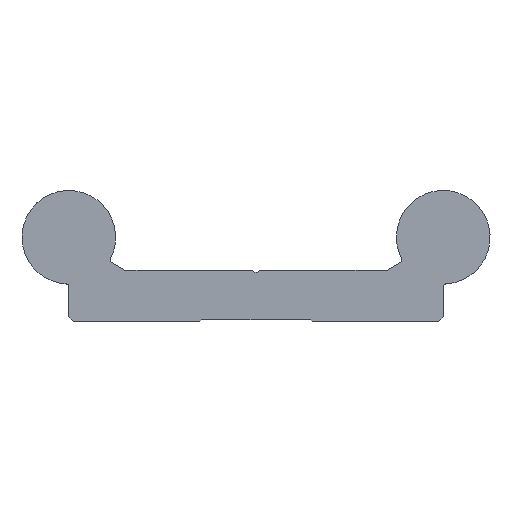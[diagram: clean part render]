
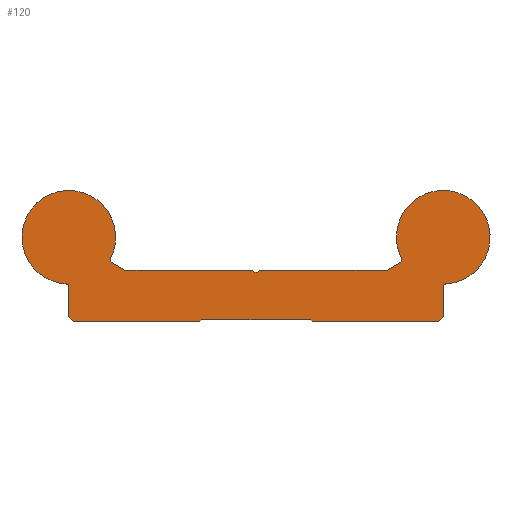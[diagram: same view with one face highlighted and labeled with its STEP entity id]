
A CAD part, front view. The second image highlights one B-rep face of the part: STEP entity #120.
In plain terms, the highlighted planar face has unit normal (0, -1, 0).
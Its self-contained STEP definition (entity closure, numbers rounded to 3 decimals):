
#120=ADVANCED_FACE('',(#237),#238,.T.);
#237=FACE_OUTER_BOUND('',#346,.T.);
#238=PLANE('',#347);
#346=EDGE_LOOP('',(#630,#631,#632,#633,#634,#635,#636,#637,#638,#639,#640,#641,#642,#643,#644,#645,#646,#647,#648,#649,#650,#651,#652));
#347=AXIS2_PLACEMENT_3D('',#653,#654,#655);
#630=ORIENTED_EDGE('',*,*,#747,.F.);
#631=ORIENTED_EDGE('',*,*,#752,.F.);
#632=ORIENTED_EDGE('',*,*,#756,.F.);
#633=ORIENTED_EDGE('',*,*,#760,.F.);
#634=ORIENTED_EDGE('',*,*,#764,.F.);
#635=ORIENTED_EDGE('',*,*,#768,.F.);
#636=ORIENTED_EDGE('',*,*,#770,.T.);
#637=ORIENTED_EDGE('',*,*,#693,.T.);
#638=ORIENTED_EDGE('',*,*,#775,.F.);
#639=ORIENTED_EDGE('',*,*,#778,.F.);
#640=ORIENTED_EDGE('',*,*,#720,.F.);
#641=ORIENTED_EDGE('',*,*,#781,.F.);
#642=ORIENTED_EDGE('',*,*,#783,.F.);
#643=ORIENTED_EDGE('',*,*,#737,.F.);
#644=ORIENTED_EDGE('',*,*,#787,.F.);
#645=ORIENTED_EDGE('',*,*,#791,.F.);
#646=ORIENTED_EDGE('',*,*,#793,.T.);
#647=ORIENTED_EDGE('',*,*,#688,.T.);
#648=ORIENTED_EDGE('',*,*,#798,.F.);
#649=ORIENTED_EDGE('',*,*,#802,.F.);
#650=ORIENTED_EDGE('',*,*,#806,.F.);
#651=ORIENTED_EDGE('',*,*,#810,.F.);
#652=ORIENTED_EDGE('',*,*,#813,.F.);
#653=CARTESIAN_POINT('',(0.,0.0,5.219));
#654=DIRECTION('',(0.0,-1.0,0.0));
#655=DIRECTION('',(1.0,0.0,0.0));
#688=EDGE_CURVE('',#819,#823,#825,.T.);
#693=EDGE_CURVE('',#828,#832,#834,.T.);
#720=EDGE_CURVE('',#878,#880,#881,.T.);
#737=EDGE_CURVE('',#903,#905,#906,.T.);
#747=EDGE_CURVE('',#918,#920,#921,.T.);
#752=EDGE_CURVE('',#926,#918,#928,.T.);
#756=EDGE_CURVE('',#932,#926,#934,.T.);
#760=EDGE_CURVE('',#938,#932,#940,.T.);
#764=EDGE_CURVE('',#944,#938,#946,.T.);
#768=EDGE_CURVE('',#950,#944,#952,.T.);
#770=EDGE_CURVE('',#950,#828,#954,.T.);
#775=EDGE_CURVE('',#959,#832,#961,.T.);
#778=EDGE_CURVE('',#880,#959,#964,.T.);
#781=EDGE_CURVE('',#966,#878,#968,.T.);
#783=EDGE_CURVE('',#905,#966,#970,.T.);
#787=EDGE_CURVE('',#974,#903,#976,.T.);
#791=EDGE_CURVE('',#980,#974,#982,.T.);
#793=EDGE_CURVE('',#980,#819,#984,.T.);
#798=EDGE_CURVE('',#989,#823,#991,.T.);
#802=EDGE_CURVE('',#995,#989,#997,.T.);
#806=EDGE_CURVE('',#1001,#995,#1003,.T.);
#810=EDGE_CURVE('',#1007,#1001,#1009,.T.);
#813=EDGE_CURVE('',#920,#1007,#1012,.T.);
#819=VERTEX_POINT('',#1018);
#823=VERTEX_POINT('',#1023);
#825=CIRCLE('',#1026,5.);
#828=VERTEX_POINT('',#1029);
#832=VERTEX_POINT('',#1034);
#834=CIRCLE('',#1037,5.);
#878=VERTEX_POINT('',#1086);
#880=VERTEX_POINT('',#1089);
#881=LINE('',#1090,#1091);
#903=VERTEX_POINT('',#1120);
#905=VERTEX_POINT('',#1123);
#906=LINE('',#1124,#1125);
#918=VERTEX_POINT('',#1142);
#920=VERTEX_POINT('',#1145);
#921=LINE('',#1146,#1147);
#926=VERTEX_POINT('',#1154);
#928=LINE('',#1157,#1158);
#932=VERTEX_POINT('',#1163);
#934=LINE('',#1166,#1167);
#938=VERTEX_POINT('',#1172);
#940=LINE('',#1175,#1176);
#944=VERTEX_POINT('',#1181);
#946=LINE('',#1184,#1185);
#950=VERTEX_POINT('',#1189);
#952=CIRCLE('',#1192,0.3);
#954=CIRCLE('',#1194,5.);
#959=VERTEX_POINT('',#1199);
#961=CIRCLE('',#1202,0.3);
#964=LINE('',#1206,#1207);
#966=VERTEX_POINT('',#1209);
#968=LINE('',#1212,#1213);
#970=LINE('',#1215,#1216);
#974=VERTEX_POINT('',#1221);
#976=LINE('',#1224,#1225);
#980=VERTEX_POINT('',#1229);
#982=CIRCLE('',#1232,0.3);
#984=CIRCLE('',#1234,5.);
#989=VERTEX_POINT('',#1239);
#991=CIRCLE('',#1242,0.3);
#995=VERTEX_POINT('',#1247);
#997=LINE('',#1250,#1251);
#1001=VERTEX_POINT('',#1256);
#1003=LINE('',#1259,#1260);
#1007=VERTEX_POINT('',#1265);
#1009=LINE('',#1268,#1269);
#1012=LINE('',#1273,#1274);
#1018=CARTESIAN_POINT('',(-24.451,0.0,11.277));
#1023=CARTESIAN_POINT('',(-20.283,0.0,4.008));
#1026=AXIS2_PLACEMENT_3D('',#1283,#1284,#1285);
#1029=CARTESIAN_POINT('',(19.717,0.0,13.992));
#1034=CARTESIAN_POINT('',(15.549,0.0,6.723));
#1037=AXIS2_PLACEMENT_3D('',#1291,#1292,#1293);
#1086=CARTESIAN_POINT('',(0.5,0.0,5.5));
#1089=CARTESIAN_POINT('',(14.0,0.0,5.5));
#1090=CARTESIAN_POINT('',(0.5,0.0,5.5));
#1091=VECTOR('',#1348,1.0);
#1120=CARTESIAN_POINT('',(-14.0,0.0,5.5));
#1123=CARTESIAN_POINT('',(-0.5,0.0,5.5));
#1124=CARTESIAN_POINT('',(-14.0,0.0,5.5));
#1125=VECTOR('',#1369,1.0);
#1142=CARTESIAN_POINT('',(5.8,0.0,0.2));
#1145=CARTESIAN_POINT('',(-5.8,0.0,0.2));
#1146=CARTESIAN_POINT('',(0.0,0.0,0.2));
#1147=VECTOR('',#1376,1.0);
#1154=CARTESIAN_POINT('',(6.0,0.0,0.0));
#1157=CARTESIAN_POINT('',(6.0,0.0,0.0));
#1158=VECTOR('',#1380,1.0);
#1163=CARTESIAN_POINT('',(19.5,0.0,0.0));
#1166=CARTESIAN_POINT('',(19.5,0.0,0.0));
#1167=VECTOR('',#1383,1.0);
#1172=CARTESIAN_POINT('',(20.0,0.0,0.5));
#1175=CARTESIAN_POINT('',(20.0,0.0,0.5));
#1176=VECTOR('',#1386,1.0);
#1181=CARTESIAN_POINT('',(20.,0.0,3.708));
#1184=CARTESIAN_POINT('',(20.0,0.0,3.708));
#1185=VECTOR('',#1389,1.0);
#1189=CARTESIAN_POINT('',(20.283,0.0,4.008));
#1192=AXIS2_PLACEMENT_3D('',#1394,#1395,#1396);
#1194=AXIS2_PLACEMENT_3D('',#1397,#1398,#1399);
#1199=CARTESIAN_POINT('',(15.432,0.0,6.326));
#1202=AXIS2_PLACEMENT_3D('',#1407,#1408,#1409);
#1206=CARTESIAN_POINT('',(14.0,0.0,5.5));
#1207=VECTOR('',#1411,1.0);
#1209=CARTESIAN_POINT('',(0.0,0.0,5.211));
#1212=CARTESIAN_POINT('',(0.0,0.0,5.211));
#1213=VECTOR('',#1413,1.0);
#1215=CARTESIAN_POINT('',(-0.5,0.0,5.5));
#1216=VECTOR('',#1414,1.0);
#1221=CARTESIAN_POINT('',(-15.432,0.0,6.326));
#1224=CARTESIAN_POINT('',(-15.432,0.0,6.326));
#1225=VECTOR('',#1417,1.0);
#1229=CARTESIAN_POINT('',(-15.549,0.0,6.723));
#1232=AXIS2_PLACEMENT_3D('',#1422,#1423,#1424);
#1234=AXIS2_PLACEMENT_3D('',#1425,#1426,#1427);
#1239=CARTESIAN_POINT('',(-20.0,0.0,3.708));
#1242=AXIS2_PLACEMENT_3D('',#1435,#1436,#1437);
#1247=CARTESIAN_POINT('',(-20.0,0.0,0.5));
#1250=CARTESIAN_POINT('',(-20.0,0.0,0.5));
#1251=VECTOR('',#1440,1.0);
#1256=CARTESIAN_POINT('',(-19.5,0.0,0.0));
#1259=CARTESIAN_POINT('',(-19.5,0.0,0.0));
#1260=VECTOR('',#1443,1.0);
#1265=CARTESIAN_POINT('',(-6.0,0.0,0.));
#1268=CARTESIAN_POINT('',(-6.0,0.0,0.0));
#1269=VECTOR('',#1446,1.0);
#1273=CARTESIAN_POINT('',(-5.8,0.0,0.2));
#1274=VECTOR('',#1448,1.0);
#1283=CARTESIAN_POINT('',(-20.0,0.0,9.));
#1284=DIRECTION('',(0.0,-1.0,0.0));
#1285=DIRECTION('',(0.89,0.0,-0.455));
#1291=CARTESIAN_POINT('',(20.0,0.0,9.));
#1292=DIRECTION('',(0.0,-1.0,0.0));
#1293=DIRECTION('',(0.057,0.0,-0.998));
#1348=DIRECTION('',(1.0,0.0,0.0));
#1369=DIRECTION('',(1.0,0.0,0.0));
#1376=DIRECTION('',(-1.0,0.0,0.0));
#1380=DIRECTION('',(-0.707,0.0,0.707));
#1383=DIRECTION('',(-1.0,0.0,0.0));
#1386=DIRECTION('',(-0.707,-0.0,-0.707));
#1389=DIRECTION('',(0.0,0.0,-1.0));
#1394=CARTESIAN_POINT('',(20.3,0.0,3.708));
#1395=DIRECTION('',(0.0,-1.0,0.0));
#1396=DIRECTION('',(-0.057,0.0,0.998));
#1397=CARTESIAN_POINT('',(20.0,0.0,9.));
#1398=DIRECTION('',(0.0,-1.0,0.0));
#1399=DIRECTION('',(0.057,0.0,-0.998));
#1407=CARTESIAN_POINT('',(15.282,0.0,6.586));
#1408=DIRECTION('',(0.0,-1.0,0.0));
#1409=DIRECTION('',(0.5,0.0,-0.866));
#1411=DIRECTION('',(0.866,0.0,0.5));
#1413=DIRECTION('',(0.866,0.0,0.5));
#1414=DIRECTION('',(0.866,0.0,-0.5));
#1417=DIRECTION('',(0.866,0.0,-0.5));
#1422=CARTESIAN_POINT('',(-15.282,0.0,6.586));
#1423=DIRECTION('',(0.0,-1.0,0.0));
#1424=DIRECTION('',(-0.89,0.0,0.455));
#1425=CARTESIAN_POINT('',(-20.0,0.0,9.));
#1426=DIRECTION('',(0.0,-1.0,0.0));
#1427=DIRECTION('',(0.89,0.0,-0.455));
#1435=CARTESIAN_POINT('',(-20.3,0.0,3.708));
#1436=DIRECTION('',(0.0,-1.0,0.0));
#1437=DIRECTION('',(1.0,0.0,0.));
#1440=DIRECTION('',(0.0,0.0,1.0));
#1443=DIRECTION('',(-0.707,0.0,0.707));
#1446=DIRECTION('',(-1.0,0.0,0.0));
#1448=DIRECTION('',(-0.707,-0.0,-0.707));
